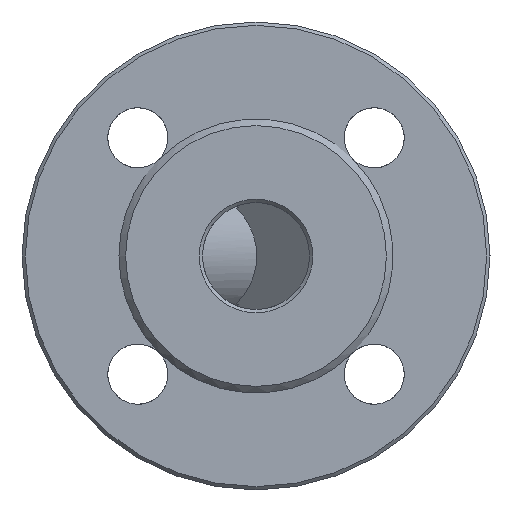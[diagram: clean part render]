
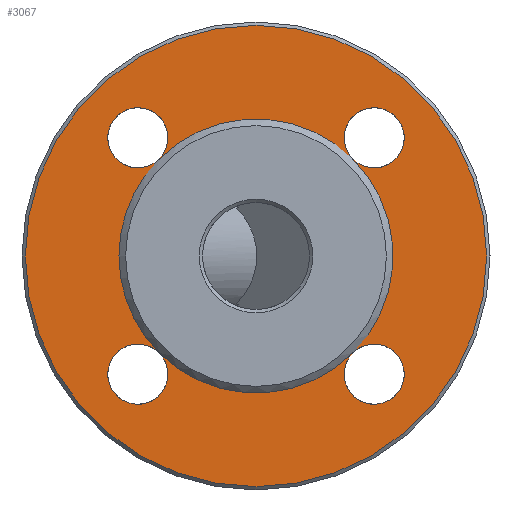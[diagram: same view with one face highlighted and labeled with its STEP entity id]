
A CAD part, left-side view. The second image highlights one B-rep face of the part: STEP entity #3067.
In plain terms, the highlighted planar face has unit normal (-1, 0, 0).
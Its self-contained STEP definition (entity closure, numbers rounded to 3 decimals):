
#65=FACE_BOUND('',#502,.T.);
#140=PLANE('',#3352);
#319=FACE_OUTER_BOUND('',#501,.T.);
#501=EDGE_LOOP('',(#2594));
#502=EDGE_LOOP('',(#2595,#2596,#2597,#2598,#2599,#2600,#2601,#2602,#2603,
#2604,#2605,#2606,#2607));
#621=CIRCLE('',#3351,69.);
#622=CIRCLE('',#3353,9.);
#623=CIRCLE('',#3354,9.);
#624=CIRCLE('',#3355,41.);
#625=CIRCLE('',#3356,9.);
#626=CIRCLE('',#3357,9.);
#627=CIRCLE('',#3358,41.);
#628=CIRCLE('',#3359,41.);
#629=CIRCLE('',#3360,9.);
#630=CIRCLE('',#3361,9.);
#631=CIRCLE('',#3362,41.);
#632=CIRCLE('',#3363,9.);
#633=CIRCLE('',#3364,9.);
#634=CIRCLE('',#3365,41.);
#1377=VERTEX_POINT('',#6449);
#1378=VERTEX_POINT('',#6453);
#1379=VERTEX_POINT('',#6454);
#1380=VERTEX_POINT('',#6457);
#1381=VERTEX_POINT('',#6459);
#1382=VERTEX_POINT('',#6462);
#1383=VERTEX_POINT('',#6464);
#1384=VERTEX_POINT('',#6466);
#1385=VERTEX_POINT('',#6469);
#1386=VERTEX_POINT('',#6471);
#1788=EDGE_CURVE('',#1377,#1377,#621,.T.);
#1789=EDGE_CURVE('',#1378,#1379,#622,.T.);
#1790=EDGE_CURVE('',#1379,#1378,#623,.T.);
#1791=EDGE_CURVE('',#1378,#1380,#624,.T.);
#1792=EDGE_CURVE('',#1380,#1381,#625,.T.);
#1793=EDGE_CURVE('',#1381,#1380,#626,.T.);
#1794=EDGE_CURVE('',#1380,#1382,#627,.T.);
#1795=EDGE_CURVE('',#1382,#1383,#628,.T.);
#1796=EDGE_CURVE('',#1383,#1384,#629,.T.);
#1797=EDGE_CURVE('',#1384,#1383,#630,.T.);
#1798=EDGE_CURVE('',#1383,#1385,#631,.T.);
#1799=EDGE_CURVE('',#1385,#1386,#632,.T.);
#1800=EDGE_CURVE('',#1386,#1385,#633,.T.);
#1801=EDGE_CURVE('',#1385,#1378,#634,.T.);
#2594=ORIENTED_EDGE('',*,*,#1788,.T.);
#2595=ORIENTED_EDGE('',*,*,#1789,.T.);
#2596=ORIENTED_EDGE('',*,*,#1790,.T.);
#2597=ORIENTED_EDGE('',*,*,#1791,.T.);
#2598=ORIENTED_EDGE('',*,*,#1792,.T.);
#2599=ORIENTED_EDGE('',*,*,#1793,.T.);
#2600=ORIENTED_EDGE('',*,*,#1794,.T.);
#2601=ORIENTED_EDGE('',*,*,#1795,.T.);
#2602=ORIENTED_EDGE('',*,*,#1796,.T.);
#2603=ORIENTED_EDGE('',*,*,#1797,.T.);
#2604=ORIENTED_EDGE('',*,*,#1798,.T.);
#2605=ORIENTED_EDGE('',*,*,#1799,.T.);
#2606=ORIENTED_EDGE('',*,*,#1800,.T.);
#2607=ORIENTED_EDGE('',*,*,#1801,.T.);
#3067=ADVANCED_FACE('',(#319,#65),#140,.T.);
#3351=AXIS2_PLACEMENT_3D('',#6451,#4062,#4063);
#3352=AXIS2_PLACEMENT_3D('',#6452,#4064,#4065);
#3353=AXIS2_PLACEMENT_3D('',#6455,#4066,#4067);
#3354=AXIS2_PLACEMENT_3D('',#6456,#4068,#4069);
#3355=AXIS2_PLACEMENT_3D('',#6458,#4070,#4071);
#3356=AXIS2_PLACEMENT_3D('',#6460,#4072,#4073);
#3357=AXIS2_PLACEMENT_3D('',#6461,#4074,#4075);
#3358=AXIS2_PLACEMENT_3D('',#6463,#4076,#4077);
#3359=AXIS2_PLACEMENT_3D('',#6465,#4078,#4079);
#3360=AXIS2_PLACEMENT_3D('',#6467,#4080,#4081);
#3361=AXIS2_PLACEMENT_3D('',#6468,#4082,#4083);
#3362=AXIS2_PLACEMENT_3D('',#6470,#4084,#4085);
#3363=AXIS2_PLACEMENT_3D('',#6472,#4086,#4087);
#3364=AXIS2_PLACEMENT_3D('',#6473,#4088,#4089);
#3365=AXIS2_PLACEMENT_3D('',#6474,#4090,#4091);
#4062=DIRECTION('center_axis',(-1.,0.,0.));
#4063=DIRECTION('ref_axis',(0.,0.,-1.));
#4064=DIRECTION('center_axis',(-1.,0.,0.));
#4065=DIRECTION('ref_axis',(0.,0.,1.));
#4066=DIRECTION('center_axis',(1.,0.,0.));
#4067=DIRECTION('ref_axis',(0.,0.,-1.));
#4068=DIRECTION('center_axis',(1.,0.,0.));
#4069=DIRECTION('ref_axis',(0.,0.,-1.));
#4070=DIRECTION('center_axis',(1.,0.,0.));
#4071=DIRECTION('ref_axis',(0.,-1.,0.));
#4072=DIRECTION('center_axis',(1.,0.,0.));
#4073=DIRECTION('ref_axis',(0.,0.,-1.));
#4074=DIRECTION('center_axis',(1.,0.,0.));
#4075=DIRECTION('ref_axis',(0.,0.,-1.));
#4076=DIRECTION('center_axis',(1.,0.,0.));
#4077=DIRECTION('ref_axis',(0.,-1.,0.));
#4078=DIRECTION('center_axis',(1.,0.,0.));
#4079=DIRECTION('ref_axis',(0.,-1.,0.));
#4080=DIRECTION('center_axis',(1.,0.,0.));
#4081=DIRECTION('ref_axis',(0.,0.,-1.));
#4082=DIRECTION('center_axis',(1.,0.,0.));
#4083=DIRECTION('ref_axis',(0.,0.,-1.));
#4084=DIRECTION('center_axis',(1.,0.,0.));
#4085=DIRECTION('ref_axis',(0.,-1.,0.));
#4086=DIRECTION('center_axis',(1.,0.,0.));
#4087=DIRECTION('ref_axis',(0.,0.,-1.));
#4088=DIRECTION('center_axis',(1.,0.,0.));
#4089=DIRECTION('ref_axis',(0.,0.,-1.));
#4090=DIRECTION('center_axis',(1.,0.,0.));
#4091=DIRECTION('ref_axis',(0.,-1.,0.));
#6449=CARTESIAN_POINT('',(-226.,0.,69.));
#6451=CARTESIAN_POINT('Origin',(-226.,0.,0.));
#6452=CARTESIAN_POINT('Origin',(-226.,0.,0.));
#6453=CARTESIAN_POINT('',(-226.,-28.991,-28.991));
#6454=CARTESIAN_POINT('',(-226.,-35.355,-26.355));
#6455=CARTESIAN_POINT('Origin',(-226.,-35.355,-35.355));
#6456=CARTESIAN_POINT('Origin',(-226.,-35.355,-35.355));
#6457=CARTESIAN_POINT('',(-226.,28.991,-28.991));
#6458=CARTESIAN_POINT('Origin',(-226.,0.,0.));
#6459=CARTESIAN_POINT('',(-226.,35.355,-26.355));
#6460=CARTESIAN_POINT('Origin',(-226.,35.355,-35.355));
#6461=CARTESIAN_POINT('Origin',(-226.,35.355,-35.355));
#6462=CARTESIAN_POINT('',(-226.,41.,0.));
#6463=CARTESIAN_POINT('Origin',(-226.,0.,0.));
#6464=CARTESIAN_POINT('',(-226.,28.991,28.991));
#6465=CARTESIAN_POINT('Origin',(-226.,0.,0.));
#6466=CARTESIAN_POINT('',(-226.,35.355,44.355));
#6467=CARTESIAN_POINT('Origin',(-226.,35.355,35.355));
#6468=CARTESIAN_POINT('Origin',(-226.,35.355,35.355));
#6469=CARTESIAN_POINT('',(-226.,-28.991,28.991));
#6470=CARTESIAN_POINT('Origin',(-226.,0.,0.));
#6471=CARTESIAN_POINT('',(-226.,-35.355,44.355));
#6472=CARTESIAN_POINT('Origin',(-226.,-35.355,35.355));
#6473=CARTESIAN_POINT('Origin',(-226.,-35.355,35.355));
#6474=CARTESIAN_POINT('Origin',(-226.,0.,0.));
